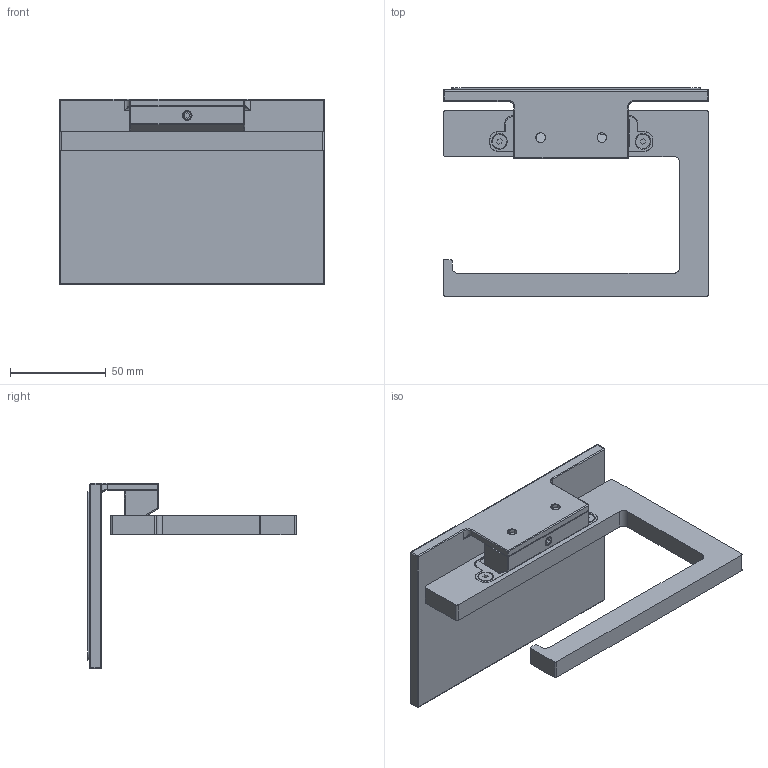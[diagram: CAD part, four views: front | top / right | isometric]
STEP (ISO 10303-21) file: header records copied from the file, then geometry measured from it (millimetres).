
FILE_DESCRIPTION (( 'STEP AP203' ), '1' );
FILE_NAME ('31043C with shelf.STEP', '2023-05-26T12:45:12', ( 'Windows User' ), ( 'P R C' ), 'SwSTEP 2.0', 'SolidWorks 2015', '' );
FILE_SCHEMA (( 'CONFIG_CONTROL_DESIGN' ));
Length unit declared in the file: millimetre
Products named in the file (1): 31043C with shelf
Bounding box: 138.5 x 108.85 x 97 mm (x, y, z)
Surface area: 69055.6 mm2 (no closed solid volume)
Topology: 0 solids, 11 shells, 166 faces, 523 edges, 353 vertices
Faces by surface type: cylinder 69, plane 68, cone 12, sphere 11, torus 4, bspline 2
Entity records: 5910 total; most frequent: CARTESIAN_POINT 1343, DIRECTION 967, ORIENTED_EDGE 821, EDGE_CURVE 510, VERTEX_POINT 353, AXIS2_PLACEMENT_3D 325, VECTOR 317, LINE 317
